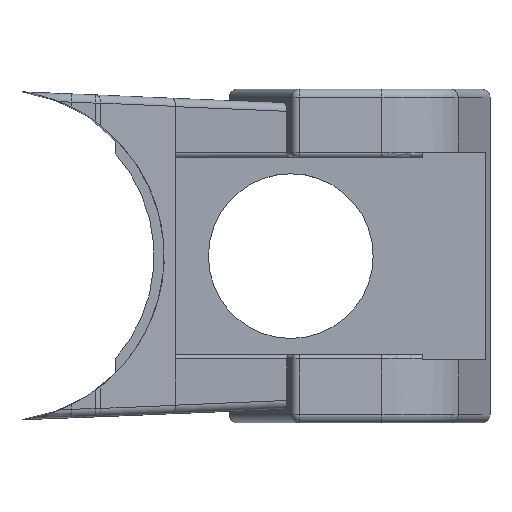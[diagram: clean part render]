
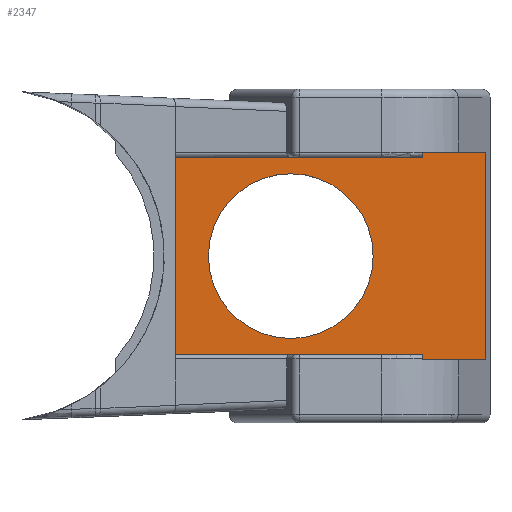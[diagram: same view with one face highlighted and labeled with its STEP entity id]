
A CAD part, top view. The second image highlights one B-rep face of the part: STEP entity #2347.
In plain terms, the highlighted planar face has unit normal (0, 0, 1).
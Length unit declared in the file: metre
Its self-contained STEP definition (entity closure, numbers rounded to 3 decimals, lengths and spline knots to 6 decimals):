
#153=CIRCLE('',#2538,0.019994);
#468=ORIENTED_EDGE('',*,*,#1119,.F.);
#469=ORIENTED_EDGE('',*,*,#992,.F.);
#470=ORIENTED_EDGE('',*,*,#1120,.T.);
#471=ORIENTED_EDGE('',*,*,#1001,.T.);
#472=ORIENTED_EDGE('',*,*,#1121,.F.);
#473=ORIENTED_EDGE('',*,*,#1122,.F.);
#474=ORIENTED_EDGE('',*,*,#1017,.T.);
#475=ORIENTED_EDGE('',*,*,#1123,.T.);
#476=ORIENTED_EDGE('',*,*,#1124,.F.);
#992=EDGE_CURVE('',#1332,#1333,#1529,.T.);
#1001=EDGE_CURVE('',#1342,#1340,#1538,.T.);
#1017=EDGE_CURVE('',#1358,#1357,#1550,.T.);
#1119=EDGE_CURVE('',#1333,#1433,#1636,.T.);
#1120=EDGE_CURVE('',#1332,#1342,#1637,.T.);
#1121=EDGE_CURVE('',#1434,#1340,#1638,.T.);
#1122=EDGE_CURVE('',#1358,#1434,#1639,.T.);
#1123=EDGE_CURVE('',#1357,#1433,#1640,.T.);
#1124=EDGE_CURVE('',#1435,#1435,#153,.T.);
#1332=VERTEX_POINT('',#3669);
#1333=VERTEX_POINT('',#3670);
#1340=VERTEX_POINT('',#3687);
#1342=VERTEX_POINT('',#3690);
#1357=VERTEX_POINT('',#3727);
#1358=VERTEX_POINT('',#3729);
#1433=VERTEX_POINT('',#3935);
#1434=VERTEX_POINT('',#3938);
#1435=VERTEX_POINT('',#3942);
#1529=LINE('',#3668,#1758);
#1538=LINE('',#3689,#1767);
#1550=LINE('',#3728,#1779);
#1636=LINE('',#3934,#1865);
#1637=LINE('',#3936,#1866);
#1638=LINE('',#3937,#1867);
#1639=LINE('',#3939,#1868);
#1640=LINE('',#3940,#1869);
#1758=VECTOR('',#2816,1.);
#1767=VECTOR('',#2829,1.);
#1779=VECTOR('',#2853,1.);
#1865=VECTOR('',#3019,1.);
#1866=VECTOR('',#3020,1.);
#1867=VECTOR('',#3021,1.);
#1868=VECTOR('',#3022,1.);
#1869=VECTOR('',#3023,1.);
#1968=EDGE_LOOP('',(#468,#469,#470,#471,#472,#473,#474,#475));
#1969=EDGE_LOOP('',(#476));
#2120=FACE_BOUND('',#1968,.T.);
#2121=FACE_BOUND('',#1969,.T.);
#2257=PLANE('',#2537);
#2347=ADVANCED_FACE('',(#2120,#2121),#2257,.T.);
#2537=AXIS2_PLACEMENT_3D('',#3933,#3017,#3018);
#2538=AXIS2_PLACEMENT_3D('',#3941,#3024,#3025);
#2816=DIRECTION('',(1.,0.,0.));
#2829=DIRECTION('',(1.,0.,0.));
#2853=DIRECTION('',(0.,1.,0.));
#3017=DIRECTION('',(0.,0.,1.));
#3018=DIRECTION('',(1.,0.,0.));
#3019=DIRECTION('',(0.,1.,0.));
#3020=DIRECTION('',(0.,-1.,0.));
#3021=DIRECTION('',(0.,1.,0.));
#3022=DIRECTION('',(-1.,0.,0.));
#3023=DIRECTION('',(-1.,0.,0.));
#3024=DIRECTION('',(0.,0.,1.));
#3025=DIRECTION('',(1.,0.,0.));
#3668=CARTESIAN_POINT('',(-0.006257,0.024,0.005));
#3669=CARTESIAN_POINT('',(-0.044655,0.024,0.005));
#3670=CARTESIAN_POINT('',(0.015345,0.024,0.005));
#3687=CARTESIAN_POINT('',(0.015345,-0.024,0.005));
#3689=CARTESIAN_POINT('',(-0.006257,-0.024,0.005));
#3690=CARTESIAN_POINT('',(-0.044655,-0.024,0.005));
#3727=CARTESIAN_POINT('',(0.030521,0.0252,0.005));
#3728=CARTESIAN_POINT('',(0.030521,0.0405,0.005));
#3729=CARTESIAN_POINT('',(0.030521,-0.0252,0.005));
#3933=CARTESIAN_POINT('',(-0.006257,0.,0.005));
#3934=CARTESIAN_POINT('',(0.015345,0.,0.005));
#3935=CARTESIAN_POINT('',(0.015345,0.0252,0.005));
#3936=CARTESIAN_POINT('',(-0.044655,0.039796,0.005));
#3937=CARTESIAN_POINT('',(0.015345,0.,0.005));
#3938=CARTESIAN_POINT('',(0.015345,-0.0252,0.005));
#3939=CARTESIAN_POINT('',(0.165475,-0.0252,0.005));
#3940=CARTESIAN_POINT('',(0.165475,0.0252,0.005));
#3941=CARTESIAN_POINT('',(-0.016638,0.,0.005));
#3942=CARTESIAN_POINT('',(0.003356,0.,0.005));
